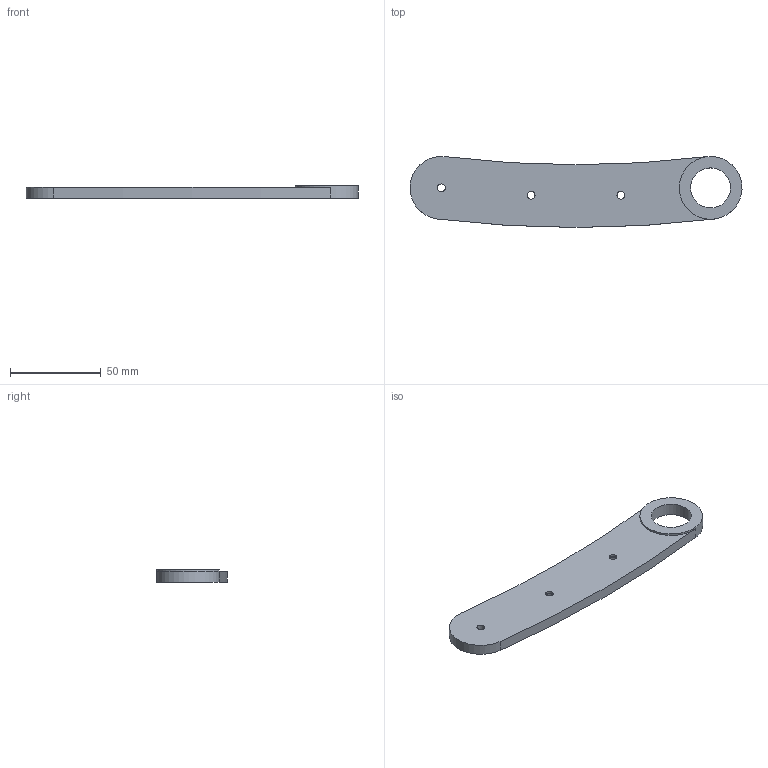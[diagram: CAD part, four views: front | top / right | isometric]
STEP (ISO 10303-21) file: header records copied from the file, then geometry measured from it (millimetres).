
FILE_DESCRIPTION(/* description */ (''),/* implementation_level */ '2;1');
FILE_NAME(/* name */ 'Arm - main arm R v1.step',/* time_stamp */ '2022-05-20T11:01:06-04:00',/* author */ (''),/* organization */ (''),/* preprocessor_version */ 'ST-DEVELOPER v18.1',/* originating_system */ 'Autodesk Translation Framework v10.14.0.1471',/* authorisation */ '');
FILE_SCHEMA (('AUTOMOTIVE_DESIGN { 1 0 10303 214 3 1 1 }'));
Length unit declared in the file: millimetre
Products named in the file (1): Arm - main arm R
Bounding box: 182.95 x 39.12 x 7 mm (x, y, z)
Volume: 34281.4 mm3; surface area: 14649 mm2
Topology: 1 solids, 1 shells, 15 faces, 36 edges, 23 vertices
Faces by surface type: cylinder 10, plane 3, cone 2
Full cylindrical faces by diameter (mm): 4.3 x3, 7.9 x2, 22 x1, 34.6 x1
Entity records: 498 total; most frequent: DIRECTION 91, CARTESIAN_POINT 75, ORIENTED_EDGE 72, AXIS2_PLACEMENT_3D 39, EDGE_CURVE 36, EDGE_LOOP 23, CIRCLE 23, VERTEX_POINT 23
